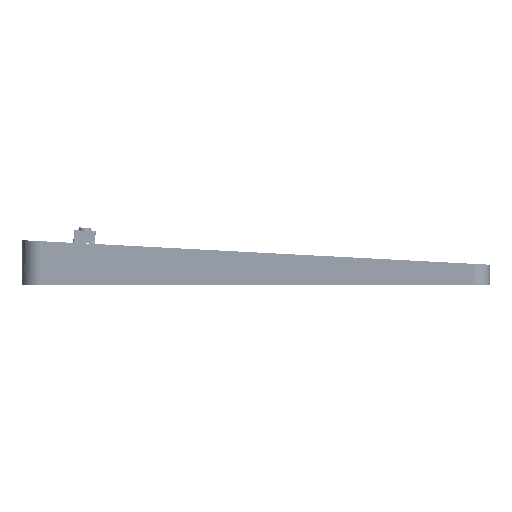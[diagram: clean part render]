
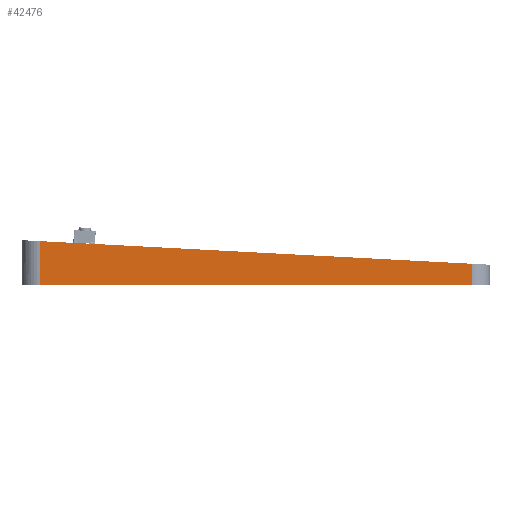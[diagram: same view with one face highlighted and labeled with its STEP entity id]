
A CAD part, left-side view. The second image highlights one B-rep face of the part: STEP entity #42476.
In plain terms, the highlighted planar face has unit normal (-1, 0, 0).
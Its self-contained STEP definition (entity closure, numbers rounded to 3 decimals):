
#5821=FACE_OUTER_BOUND('',#9031,.T.);
#9031=EDGE_LOOP('',(#38847,#38848,#38849,#38850));
#13201=LINE('',#70273,#17375);
#13206=LINE('',#70291,#17380);
#13208=LINE('',#70295,#17382);
#13209=LINE('',#70296,#17383);
#17375=VECTOR('',#58134,10.);
#17380=VECTOR('',#58153,10.);
#17382=VECTOR('',#58157,10.);
#17383=VECTOR('',#58158,10.);
#21269=VERTEX_POINT('',#70270);
#21270=VERTEX_POINT('',#70272);
#21276=VERTEX_POINT('',#70289);
#21277=VERTEX_POINT('',#70294);
#27129=EDGE_CURVE('',#21270,#21269,#13201,.T.);
#27138=EDGE_CURVE('',#21276,#21269,#13206,.T.);
#27140=EDGE_CURVE('',#21277,#21276,#13208,.T.);
#27141=EDGE_CURVE('',#21270,#21277,#13209,.T.);
#38847=ORIENTED_EDGE('',*,*,#27138,.F.);
#38848=ORIENTED_EDGE('',*,*,#27140,.F.);
#38849=ORIENTED_EDGE('',*,*,#27141,.F.);
#38850=ORIENTED_EDGE('',*,*,#27129,.T.);
#40135=PLANE('',#46373);
#42476=ADVANCED_FACE('',(#5821),#40135,.T.);
#46373=AXIS2_PLACEMENT_3D('',#70293,#58155,#58156);
#58134=DIRECTION('',(0.,0.999,0.052));
#58153=DIRECTION('',(0.,0.,1.));
#58155=DIRECTION('center_axis',(-1.,0.,0.));
#58156=DIRECTION('ref_axis',(0.,1.,0.));
#58157=DIRECTION('',(0.,1.,0.));
#58158=DIRECTION('',(0.,0.,-1.));
#70270=CARTESIAN_POINT('',(0.,124.3,9.514));
#70272=CARTESIAN_POINT('',(0.,5.,3.262));
#70273=CARTESIAN_POINT('',(0.,-0.078,2.996));
#70289=CARTESIAN_POINT('',(0.,124.3,-2.5));
#70291=CARTESIAN_POINT('',(0.,124.3,0.));
#70293=CARTESIAN_POINT('Origin',(0.,0.,0.));
#70294=CARTESIAN_POINT('',(0.,5.,-2.5));
#70295=CARTESIAN_POINT('',(0.,129.3,-2.5));
#70296=CARTESIAN_POINT('',(0.,5.,0.));
